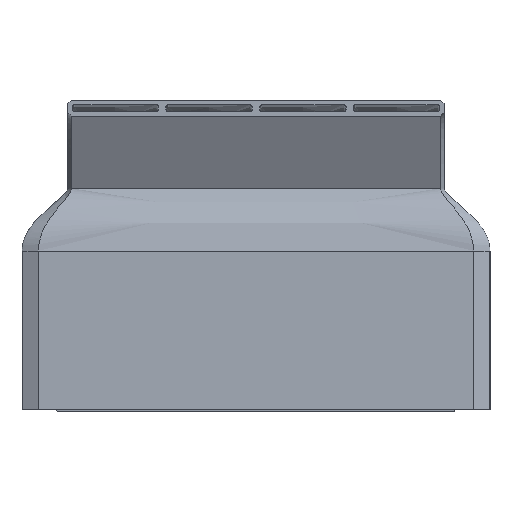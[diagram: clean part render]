
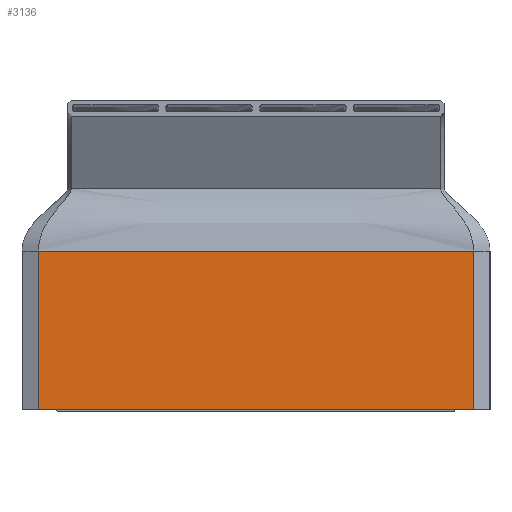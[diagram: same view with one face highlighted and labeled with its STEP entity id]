
A CAD part, top view. The second image highlights one B-rep face of the part: STEP entity #3136.
In plain terms, the highlighted planar face has unit normal (0, 0, 1).
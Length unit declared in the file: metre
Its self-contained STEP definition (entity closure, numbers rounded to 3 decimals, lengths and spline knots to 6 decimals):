
#377=ORIENTED_EDGE('',*,*,#1294,.F.);
#378=ORIENTED_EDGE('',*,*,#1295,.F.);
#379=ORIENTED_EDGE('',*,*,#1296,.T.);
#380=ORIENTED_EDGE('',*,*,#1292,.T.);
#1292=EDGE_CURVE('',#1752,#1751,#2057,.T.);
#1294=EDGE_CURVE('',#1753,#1751,#2059,.T.);
#1295=EDGE_CURVE('',#1754,#1753,#2060,.T.);
#1296=EDGE_CURVE('',#1754,#1752,#2061,.T.);
#1751=VERTEX_POINT('',#4436);
#1752=VERTEX_POINT('',#4438);
#1753=VERTEX_POINT('',#4442);
#1754=VERTEX_POINT('',#4444);
#2057=LINE('',#4437,#2362);
#2059=LINE('',#4441,#2364);
#2060=LINE('',#4443,#2365);
#2061=LINE('',#4445,#2366);
#2362=VECTOR('',#3668,1.);
#2364=VECTOR('',#3672,1.);
#2365=VECTOR('',#3673,1.);
#2366=VECTOR('',#3674,1.);
#2631=EDGE_LOOP('',(#377,#378,#379,#380));
#2838=FACE_BOUND('',#2631,.T.);
#3039=PLANE('',#3358);
#3136=ADVANCED_FACE('',(#2838),#3039,.T.);
#3358=AXIS2_PLACEMENT_3D('',#4440,#3670,#3671);
#3668=DIRECTION('',(0.,-1.,0.));
#3670=DIRECTION('',(0.,0.,1.));
#3671=DIRECTION('',(0.,-1.,0.));
#3672=DIRECTION('',(-1.,0.,0.));
#3673=DIRECTION('',(0.,-1.,0.));
#3674=DIRECTION('',(-1.,0.,0.));
#4436=CARTESIAN_POINT('',(-0.060434,0.,0.0103));
#4437=CARTESIAN_POINT('',(-0.060434,0.004,0.0103));
#4438=CARTESIAN_POINT('',(-0.060434,0.044,0.0103));
#4440=CARTESIAN_POINT('',(0.00001,0.004,0.0103));
#4441=CARTESIAN_POINT('',(0.00001,0.,0.0103));
#4442=CARTESIAN_POINT('',(0.060455,0.,0.0103));
#4443=CARTESIAN_POINT('',(0.060455,0.004,0.0103));
#4444=CARTESIAN_POINT('',(0.060455,0.044,0.0103));
#4445=CARTESIAN_POINT('',(0.00001,0.044,0.0103));
